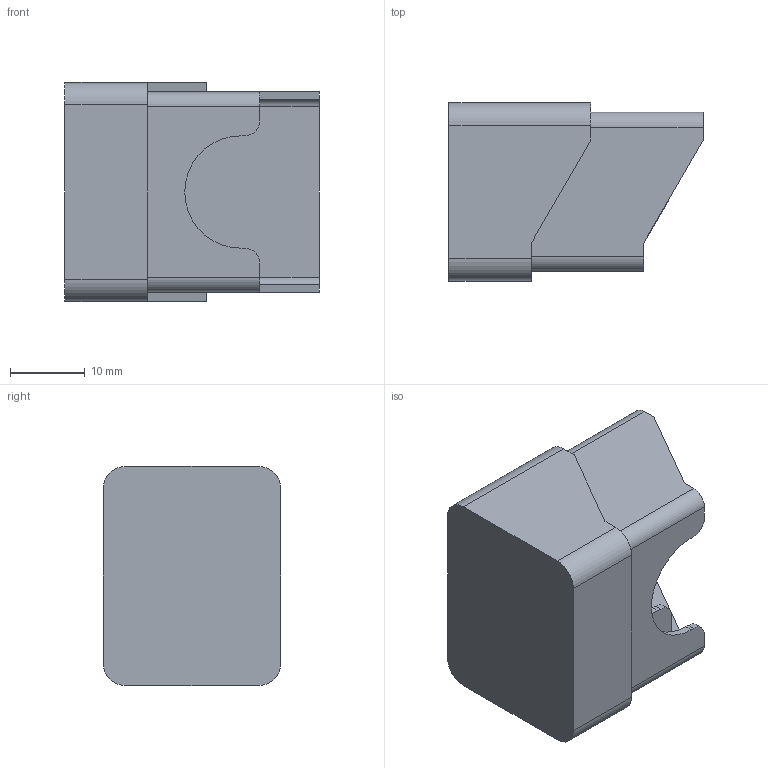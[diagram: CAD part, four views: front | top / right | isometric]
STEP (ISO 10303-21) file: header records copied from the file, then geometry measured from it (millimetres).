
FILE_DESCRIPTION(/* description */ (''),/* implementation_level */ '2;1');
FILE_NAME(/* name */ 'SmartEgg Housing Main.stp',/* time_stamp */ '2020-01-13T12:34:38-08:00',/* author */ ('Andrew'),/* organization */ (''),/* preprocessor_version */ 'ST-DEVELOPER v18',/* originating_system */ 'Autodesk Inventor 2020',/* authorisation */ '');
FILE_SCHEMA (('AUTOMOTIVE_DESIGN { 1 0 10303 214 3 1 1 }'));
Length unit declared in the file: millimetre
Products named in the file (1): SmartEgg Housing Main
Bounding box: 33.94 x 23.75 x 29.25 mm (x, y, z)
Volume: 5654.3 mm3; surface area: 7466.1 mm2
Topology: 1 solids, 1 shells, 79 faces, 227 edges, 150 vertices
Faces by surface type: plane 48, cylinder 31
Entity records: 2650 total; most frequent: CARTESIAN_POINT 487, ORIENTED_EDGE 454, DIRECTION 443, EDGE_CURVE 227, LINE 159, VECTOR 159, VERTEX_POINT 150, AXIS2_PLACEMENT_3D 142
